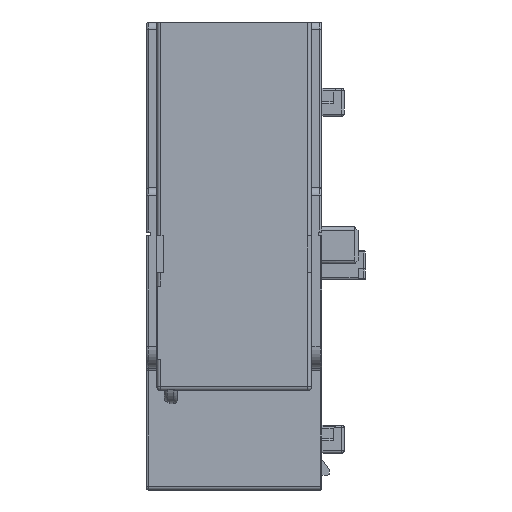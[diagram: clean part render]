
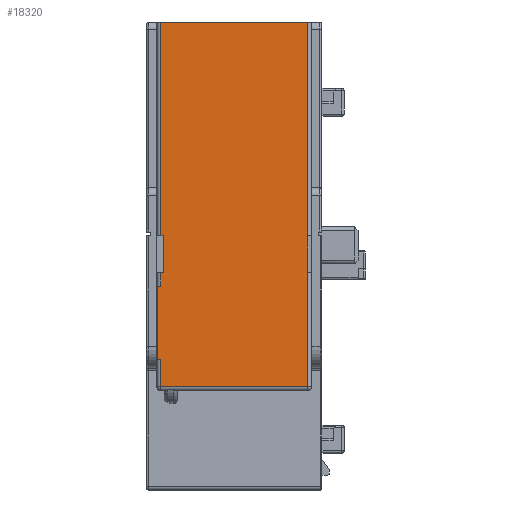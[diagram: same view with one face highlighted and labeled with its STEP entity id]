
A CAD part, left-side view. The second image highlights one B-rep face of the part: STEP entity #18320.
In plain terms, the highlighted face is planar.
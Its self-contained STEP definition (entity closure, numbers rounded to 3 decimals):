
#231 = EDGE_CURVE ( 'NONE', #18484, #9161, #3203, .T. ) ;
#244 = VERTEX_POINT ( 'NONE', #27483 ) ;
#618 = DIRECTION ( 'NONE',  ( -1., 0., 0. ) ) ;
#1117 = VERTEX_POINT ( 'NONE', #10785 ) ;
#1616 = LINE ( 'NONE', #8991, #19646 ) ;
#1631 = VECTOR ( 'NONE', #618, 1000. ) ;
#1951 = VECTOR ( 'NONE', #24993, 1000. ) ;
#2143 = CARTESIAN_POINT ( 'NONE',  ( -0.4, -110., -20.5 ) ) ;
#2229 = CARTESIAN_POINT ( 'NONE',  ( 0.462, -110., -3.713 ) ) ;
#2622 = ORIENTED_EDGE ( 'NONE', *, *, #33280, .T. ) ;
#2948 = CARTESIAN_POINT ( 'NONE',  ( 0., -110., -15.5 ) ) ;
#3203 = LINE ( 'NONE', #8496, #1631 ) ;
#3300 = CARTESIAN_POINT ( 'NONE',  ( -20., -110., -49.5 ) ) ;
#3365 = VERTEX_POINT ( 'NONE', #31638 ) ;
#3518 = ORIENTED_EDGE ( 'NONE', *, *, #231, .T. ) ;
#3589 = VECTOR ( 'NONE', #12714, 1000. ) ;
#3670 = EDGE_CURVE ( 'NONE', #14615, #10233, #33614, .T. ) ;
#5225 = DIRECTION ( 'NONE',  ( 0., 0., 1. ) ) ;
#5567 = LINE ( 'NONE', #10862, #11381 ) ;
#5582 = ORIENTED_EDGE ( 'NONE', *, *, #5612, .F. ) ;
#5612 = EDGE_CURVE ( 'NONE', #6733, #9161, #14470, .T. ) ;
#6088 = CARTESIAN_POINT ( 'NONE',  ( 0., -110., -49.5 ) ) ;
#6273 = CARTESIAN_POINT ( 'NONE',  ( 0.462, -110., -13.634 ) ) ;
#6498 = LINE ( 'NONE', #27848, #12206 ) ;
#6733 = VERTEX_POINT ( 'NONE', #7139 ) ;
#6810 = CARTESIAN_POINT ( 'NONE',  ( -20., -110., -20.5 ) ) ;
#6958 = AXIS2_PLACEMENT_3D ( 'NONE', #28682, #13153, #8138 ) ;
#7051 = VECTOR ( 'NONE', #33624, 1000. ) ;
#7139 = CARTESIAN_POINT ( 'NONE',  ( -0.4, -110., -15.5 ) ) ;
#7845 = VECTOR ( 'NONE', #17420, 1000. ) ;
#7959 = PLANE ( 'NONE',  #6958 ) ;
#8138 = DIRECTION ( 'NONE',  ( 0., 0., -1. ) ) ;
#8173 = CARTESIAN_POINT ( 'NONE',  ( -20., -110., -49.5 ) ) ;
#8496 = CARTESIAN_POINT ( 'NONE',  ( 0., -110., -20.5 ) ) ;
#8991 = CARTESIAN_POINT ( 'NONE',  ( -20., -110., 0. ) ) ;
#9123 = LINE ( 'NONE', #6088, #25132 ) ;
#9161 = VERTEX_POINT ( 'NONE', #2143 ) ;
#9208 = DIRECTION ( 'NONE',  ( 0., 0., -1. ) ) ;
#9576 = ORIENTED_EDGE ( 'NONE', *, *, #31075, .T. ) ;
#9812 = CARTESIAN_POINT ( 'NONE',  ( 0., -110., -20.5 ) ) ;
#10029 = DIRECTION ( 'NONE',  ( 1., 0., 0. ) ) ;
#10226 = FACE_OUTER_BOUND ( 'NONE', #28849, .T. ) ;
#10233 = VERTEX_POINT ( 'NONE', #26722 ) ;
#10387 = EDGE_CURVE ( 'NONE', #27998, #28357, #19926, .T. ) ;
#10390 = VECTOR ( 'NONE', #11692, 1000. ) ;
#10473 = ORIENTED_EDGE ( 'NONE', *, *, #21594, .T. ) ;
#10785 = CARTESIAN_POINT ( 'NONE',  ( 0., -110., -3.713 ) ) ;
#10862 = CARTESIAN_POINT ( 'NONE',  ( 0., -110., -15.5 ) ) ;
#10919 = LINE ( 'NONE', #6273, #26303 ) ;
#11206 = DIRECTION ( 'NONE',  ( 0., 0., 1. ) ) ;
#11381 = VECTOR ( 'NONE', #5225, 1000. ) ;
#11692 = DIRECTION ( 'NONE',  ( 1., 0., 0. ) ) ;
#11928 = EDGE_CURVE ( 'NONE', #29236, #13202, #1616, .T. ) ;
#12079 = VERTEX_POINT ( 'NONE', #13642 ) ;
#12206 = VECTOR ( 'NONE', #9208, 1000. ) ;
#12637 = LINE ( 'NONE', #6810, #7845 ) ;
#12714 = DIRECTION ( 'NONE',  ( 0., 0., 1. ) ) ;
#13153 = DIRECTION ( 'NONE',  ( 0., -1., 0. ) ) ;
#13202 = VERTEX_POINT ( 'NONE', #15962 ) ;
#13429 = DIRECTION ( 'NONE',  ( 1., 0., 0. ) ) ;
#13642 = CARTESIAN_POINT ( 'NONE',  ( 0., -110., -15.5 ) ) ;
#14470 = LINE ( 'NONE', #17023, #1951 ) ;
#14501 = CARTESIAN_POINT ( 'NONE',  ( -20., -110., 0. ) ) ;
#14505 = EDGE_CURVE ( 'NONE', #244, #18484, #9123, .T. ) ;
#14615 = VERTEX_POINT ( 'NONE', #15280 ) ;
#15280 = CARTESIAN_POINT ( 'NONE',  ( -20., -110., 0. ) ) ;
#15962 = CARTESIAN_POINT ( 'NONE',  ( -20., -110., -20.5 ) ) ;
#17023 = CARTESIAN_POINT ( 'NONE',  ( -0.4, -110., 0. ) ) ;
#17045 = DIRECTION ( 'NONE',  ( 0., 0., -1. ) ) ;
#17420 = DIRECTION ( 'NONE',  ( 0., 0., -1. ) ) ;
#18320 = ADVANCED_FACE ( 'NONE', ( #10226 ), #7959, .T. ) ;
#18375 = LINE ( 'NONE', #3300, #20680 ) ;
#18484 = VERTEX_POINT ( 'NONE', #9812 ) ;
#19646 = VECTOR ( 'NONE', #17045, 1000. ) ;
#19926 = LINE ( 'NONE', #2229, #3589 ) ;
#20292 = ORIENTED_EDGE ( 'NONE', *, *, #14505, .T. ) ;
#20680 = VECTOR ( 'NONE', #13429, 1000. ) ;
#20708 = ORIENTED_EDGE ( 'NONE', *, *, #3670, .F. ) ;
#21324 = CARTESIAN_POINT ( 'NONE',  ( 0.462, -110., -13.634 ) ) ;
#21594 = EDGE_CURVE ( 'NONE', #28357, #1117, #25733, .T. ) ;
#21734 = DIRECTION ( 'NONE',  ( 1., 0., 0. ) ) ;
#21789 = ORIENTED_EDGE ( 'NONE', *, *, #30726, .T. ) ;
#22145 = CARTESIAN_POINT ( 'NONE',  ( 0.462, -110., -3.713 ) ) ;
#22670 = VERTEX_POINT ( 'NONE', #8173 ) ;
#22746 = ORIENTED_EDGE ( 'NONE', *, *, #22835, .T. ) ;
#22835 = EDGE_CURVE ( 'NONE', #14615, #29236, #6498, .T. ) ;
#24127 = ORIENTED_EDGE ( 'NONE', *, *, #27412, .T. ) ;
#24617 = CARTESIAN_POINT ( 'NONE',  ( -20., -110., -15.5 ) ) ;
#24768 = CARTESIAN_POINT ( 'NONE',  ( -0.4, -110., -15.5 ) ) ;
#24993 = DIRECTION ( 'NONE',  ( 0., 0., -1. ) ) ;
#25132 = VECTOR ( 'NONE', #27429, 1000. ) ;
#25595 = ORIENTED_EDGE ( 'NONE', *, *, #11928, .T. ) ;
#25733 = LINE ( 'NONE', #22145, #7051 ) ;
#26303 = VECTOR ( 'NONE', #21734, 1000. ) ;
#26641 = VECTOR ( 'NONE', #11206, 1000. ) ;
#26671 = EDGE_CURVE ( 'NONE', #3365, #27998, #10919, .T. ) ;
#26722 = CARTESIAN_POINT ( 'NONE',  ( 0., -110., 0. ) ) ;
#27412 = EDGE_CURVE ( 'NONE', #6733, #12079, #32538, .T. ) ;
#27429 = DIRECTION ( 'NONE',  ( 0., 0., 1. ) ) ;
#27483 = CARTESIAN_POINT ( 'NONE',  ( 0., -110., -49.5 ) ) ;
#27848 = CARTESIAN_POINT ( 'NONE',  ( -20., -110., 0. ) ) ;
#27998 = VERTEX_POINT ( 'NONE', #21324 ) ;
#28357 = VERTEX_POINT ( 'NONE', #32284 ) ;
#28401 = VECTOR ( 'NONE', #10029, 1000. ) ;
#28682 = CARTESIAN_POINT ( 'NONE',  ( -20., -110., 0. ) ) ;
#28686 = ORIENTED_EDGE ( 'NONE', *, *, #10387, .T. ) ;
#28849 = EDGE_LOOP ( 'NONE', ( #9576, #32874, #28686, #10473, #2622, #20708, #22746, #25595, #21789, #32280, #20292, #3518, #5582, #24127 ) ) ;
#29236 = VERTEX_POINT ( 'NONE', #24617 ) ;
#30450 = LINE ( 'NONE', #2948, #26641 ) ;
#30726 = EDGE_CURVE ( 'NONE', #13202, #22670, #12637, .T. ) ;
#31075 = EDGE_CURVE ( 'NONE', #12079, #3365, #30450, .T. ) ;
#31638 = CARTESIAN_POINT ( 'NONE',  ( 0., -110., -13.634 ) ) ;
#32280 = ORIENTED_EDGE ( 'NONE', *, *, #33290, .T. ) ;
#32284 = CARTESIAN_POINT ( 'NONE',  ( 0.462, -110., -3.713 ) ) ;
#32538 = LINE ( 'NONE', #24768, #10390 ) ;
#32874 = ORIENTED_EDGE ( 'NONE', *, *, #26671, .T. ) ;
#33280 = EDGE_CURVE ( 'NONE', #1117, #10233, #5567, .T. ) ;
#33290 = EDGE_CURVE ( 'NONE', #22670, #244, #18375, .T. ) ;
#33614 = LINE ( 'NONE', #14501, #28401 ) ;
#33624 = DIRECTION ( 'NONE',  ( -1., 0., 0. ) ) ;
